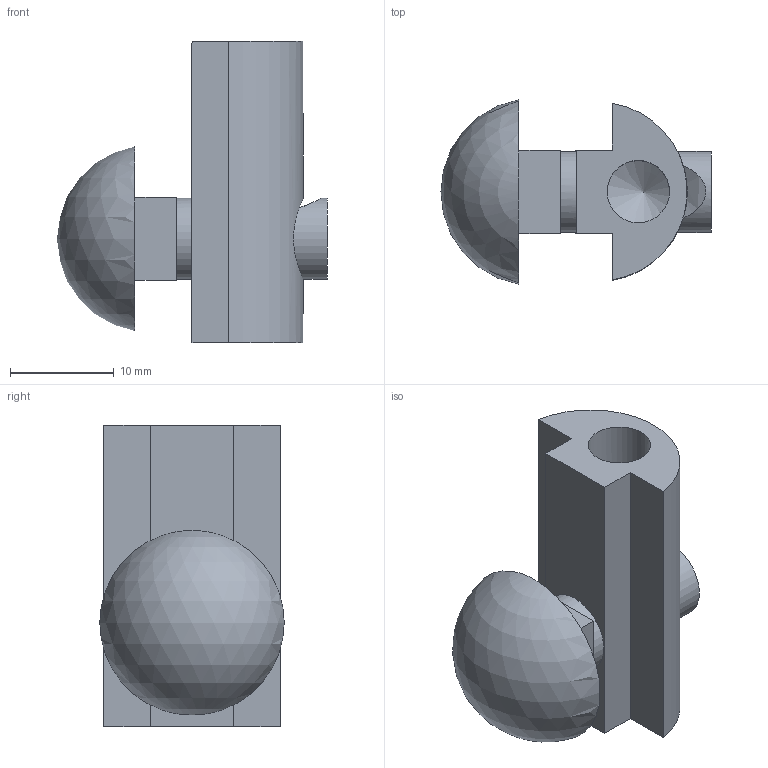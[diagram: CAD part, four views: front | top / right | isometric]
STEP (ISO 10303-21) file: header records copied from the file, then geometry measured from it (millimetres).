
FILE_DESCRIPTION((''),'2;1');
FILE_NAME('SV1231V.stp','2009-11-23T10:45:48',('teddy iii'),(''),'Autodesk Inventor 11','Autodesk Inventor 11','');
FILE_SCHEMA(('AUTOMOTIVE_DESIGN { 1 0 10303 214 1 1 1 1 }'));
Length unit declared in the file: millimetre
Products named in the file (1): SV1231V
Bounding box: 26 x 17.75 x 29 mm (x, y, z)
Volume: 4556.3 mm3; surface area: 3190 mm2
Topology: 2 solids, 2 shells, 20 faces, 49 edges, 35 vertices
Faces by surface type: plane 14, cylinder 4, cone 1, sphere 1
Full cylindrical faces by diameter (mm): 6 x1, 7.8 x2
Entity records: 810 total; most frequent: CARTESIAN_POINT 330, ORIENTED_EDGE 88, DIRECTION 84, EDGE_CURVE 44, VERTEX_POINT 34, EDGE_LOOP 30, AXIS2_PLACEMENT_3D 28, VECTOR 28
